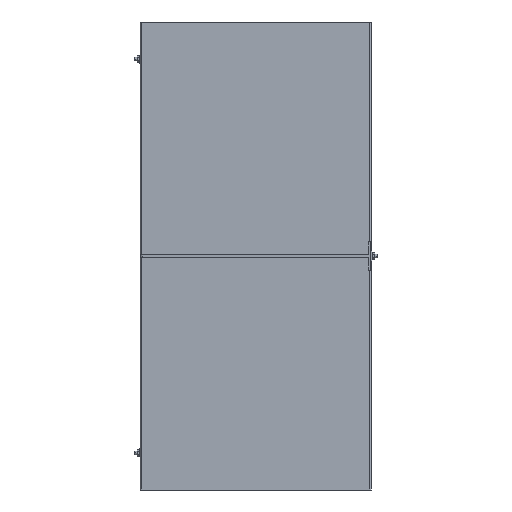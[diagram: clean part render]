
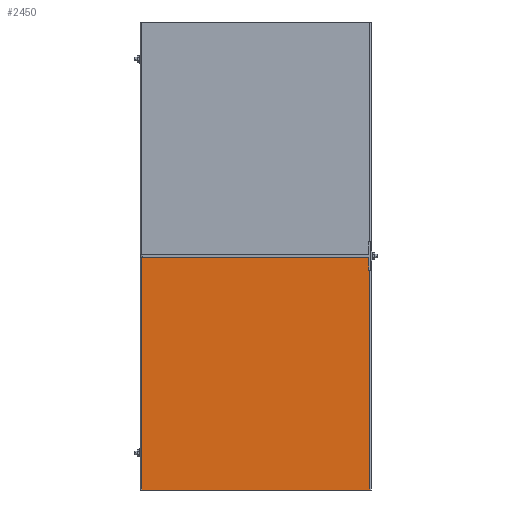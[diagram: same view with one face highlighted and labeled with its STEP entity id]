
A CAD part, front view. The second image highlights one B-rep face of the part: STEP entity #2450.
In plain terms, the highlighted planar face has unit normal (0, -1, 0).
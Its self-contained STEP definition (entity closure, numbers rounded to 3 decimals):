
#285 = VERTEX_POINT ( 'NONE', #7807 ) ;
#325 = DIRECTION ( 'NONE',  ( 1., 0., 0. ) ) ;
#786 = PLANE ( 'NONE',  #9995 ) ;
#931 = EDGE_CURVE ( 'NONE', #10048, #6248, #5193, .T. ) ;
#1149 = LINE ( 'NONE', #1520, #7342 ) ;
#1462 = EDGE_CURVE ( 'NONE', #6075, #9158, #8819, .T. ) ;
#1520 = CARTESIAN_POINT ( 'NONE',  ( 198.25, 0., 25. ) ) ;
#1577 = ORIENTED_EDGE ( 'NONE', *, *, #8750, .T. ) ;
#1889 = CARTESIAN_POINT ( 'NONE',  ( 198.25, 0., -25. ) ) ;
#2167 = ORIENTED_EDGE ( 'NONE', *, *, #1462, .T. ) ;
#2298 = DIRECTION ( 'NONE',  ( 0., 0., -1. ) ) ;
#2330 = DIRECTION ( 'NONE',  ( 0., 1., 0. ) ) ;
#2417 = CARTESIAN_POINT ( 'NONE',  ( 200., 0., -410. ) ) ;
#2440 = EDGE_CURVE ( 'NONE', #285, #10048, #1149, .T. ) ;
#2450 = ADVANCED_FACE ( 'NONE', ( #9141 ), #786, .F. ) ;
#2624 = LINE ( 'NONE', #9307, #4188 ) ;
#2659 = VECTOR ( 'NONE', #325, 1000. ) ;
#2870 = VECTOR ( 'NONE', #7070, 1000. ) ;
#2945 = CARTESIAN_POINT ( 'NONE',  ( -200., 0., -2.5 ) ) ;
#3059 = VECTOR ( 'NONE', #9625, 1000. ) ;
#3121 = CARTESIAN_POINT ( 'NONE',  ( 198.25, 0., -25. ) ) ;
#3447 = CARTESIAN_POINT ( 'NONE',  ( 200., 0., 410. ) ) ;
#3966 = VECTOR ( 'NONE', #9902, 1000. ) ;
#4188 = VECTOR ( 'NONE', #5441, 1000. ) ;
#4215 = LINE ( 'NONE', #5271, #3966 ) ;
#4585 = ORIENTED_EDGE ( 'NONE', *, *, #2440, .F. ) ;
#5193 = LINE ( 'NONE', #1889, #2659 ) ;
#5271 = CARTESIAN_POINT ( 'NONE',  ( -200., 0., 410. ) ) ;
#5441 = DIRECTION ( 'NONE',  ( -1., 0., 0. ) ) ;
#5668 = EDGE_CURVE ( 'NONE', #6248, #9158, #7438, .T. ) ;
#5871 = ORIENTED_EDGE ( 'NONE', *, *, #5668, .F. ) ;
#6075 = VERTEX_POINT ( 'NONE', #7108 ) ;
#6194 = CARTESIAN_POINT ( 'NONE',  ( 200., 0., 410. ) ) ;
#6248 = VERTEX_POINT ( 'NONE', #8106 ) ;
#6579 = ORIENTED_EDGE ( 'NONE', *, *, #931, .F. ) ;
#7070 = DIRECTION ( 'NONE',  ( 1., 0., 0. ) ) ;
#7108 = CARTESIAN_POINT ( 'NONE',  ( -200., 0., -410. ) ) ;
#7342 = VECTOR ( 'NONE', #2298, 1000. ) ;
#7353 = CARTESIAN_POINT ( 'NONE',  ( 200., 0., -410. ) ) ;
#7438 = LINE ( 'NONE', #3447, #3059 ) ;
#7445 = EDGE_CURVE ( 'NONE', #285, #8291, #2624, .T. ) ;
#7718 = EDGE_LOOP ( 'NONE', ( #4585, #7833, #1577, #2167, #5871, #6579 ) ) ;
#7759 = DIRECTION ( 'NONE',  ( 0., 0., 1. ) ) ;
#7807 = CARTESIAN_POINT ( 'NONE',  ( 198.25, 0., -2.5 ) ) ;
#7833 = ORIENTED_EDGE ( 'NONE', *, *, #7445, .T. ) ;
#8106 = CARTESIAN_POINT ( 'NONE',  ( 200., 0., -25. ) ) ;
#8291 = VERTEX_POINT ( 'NONE', #2945 ) ;
#8750 = EDGE_CURVE ( 'NONE', #8291, #6075, #4215, .T. ) ;
#8819 = LINE ( 'NONE', #2417, #2870 ) ;
#9141 = FACE_OUTER_BOUND ( 'NONE', #7718, .T. ) ;
#9158 = VERTEX_POINT ( 'NONE', #7353 ) ;
#9307 = CARTESIAN_POINT ( 'NONE',  ( -170.25, 0., -2.5 ) ) ;
#9625 = DIRECTION ( 'NONE',  ( 0., 0., -1. ) ) ;
#9902 = DIRECTION ( 'NONE',  ( 0., 0., -1. ) ) ;
#9995 = AXIS2_PLACEMENT_3D ( 'NONE', #6194, #2330, #7759 ) ;
#10048 = VERTEX_POINT ( 'NONE', #3121 ) ;
